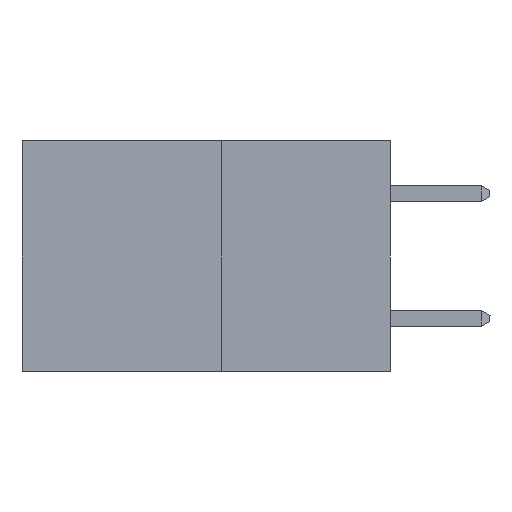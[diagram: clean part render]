
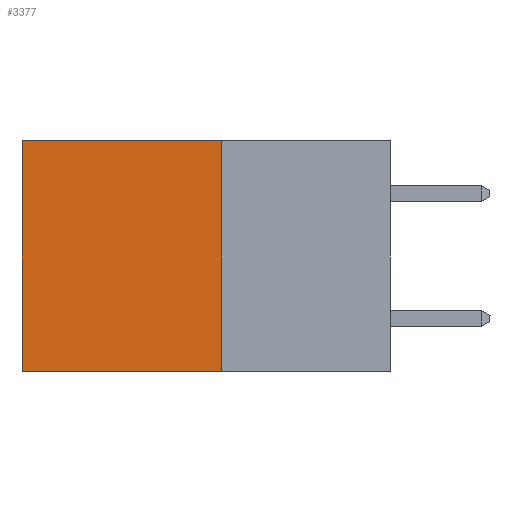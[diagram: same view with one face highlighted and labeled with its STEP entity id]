
A CAD part, left-side view. The second image highlights one B-rep face of the part: STEP entity #3377.
In plain terms, the highlighted planar face has unit normal (-1, 0, 0).
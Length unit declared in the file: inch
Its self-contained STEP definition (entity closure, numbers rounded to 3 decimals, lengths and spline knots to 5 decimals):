
#96 = AXIS2_PLACEMENT_3D ( 'NONE', #12879, #12567, #28551 ) ;
#1767 = DIRECTION ( 'NONE',  ( 0., 1., 0. ) ) ;
#2376 = CARTESIAN_POINT ( 'NONE',  ( 0.277, 0.27, -0.37 ) ) ;
#3236 = CARTESIAN_POINT ( 'NONE',  ( 0.277, 0.59, -0.37 ) ) ;
#3377 = ADVANCED_FACE ( 'NONE', ( #23948 ), #22442, .F. ) ;
#3773 = LINE ( 'NONE', #18152, #16061 ) ;
#4213 = VERTEX_POINT ( 'NONE', #13444 ) ;
#6972 = EDGE_CURVE ( 'NONE', #14817, #17734, #17906, .T. ) ;
#9574 = LINE ( 'NONE', #2376, #16064 ) ;
#10694 = ORIENTED_EDGE ( 'NONE', *, *, #21216, .F. ) ;
#11848 = ORIENTED_EDGE ( 'NONE', *, *, #6972, .T. ) ;
#12567 = DIRECTION ( 'NONE',  ( 1., 0., 0. ) ) ;
#12879 = CARTESIAN_POINT ( 'NONE',  ( 0.277, 0.27, -0.37 ) ) ;
#13444 = CARTESIAN_POINT ( 'NONE',  ( 0.277, 0.27, 0. ) ) ;
#14817 = VERTEX_POINT ( 'NONE', #29595 ) ;
#16061 = VECTOR ( 'NONE', #29789, 39.37008 ) ;
#16064 = VECTOR ( 'NONE', #28701, 39.37008 ) ;
#16987 = EDGE_CURVE ( 'NONE', #4213, #25479, #3773, .T. ) ;
#17170 = EDGE_CURVE ( 'NONE', #4213, #14817, #23317, .T. ) ;
#17734 = VERTEX_POINT ( 'NONE', #29110 ) ;
#17906 = LINE ( 'NONE', #3236, #26281 ) ;
#17932 = VECTOR ( 'NONE', #1767, 39.37008 ) ;
#18152 = CARTESIAN_POINT ( 'NONE',  ( 0.277, 0.27, -0.37 ) ) ;
#18761 = DIRECTION ( 'NONE',  ( 0., 0., -1. ) ) ;
#18844 = CARTESIAN_POINT ( 'NONE',  ( 0.277, 0.27, 0. ) ) ;
#21216 = EDGE_CURVE ( 'NONE', #25479, #17734, #9574, .T. ) ;
#21276 = ORIENTED_EDGE ( 'NONE', *, *, #17170, .T. ) ;
#22442 = PLANE ( 'NONE',  #96 ) ;
#23317 = LINE ( 'NONE', #18844, #17932 ) ;
#23948 = FACE_OUTER_BOUND ( 'NONE', #23959, .T. ) ;
#23959 = EDGE_LOOP ( 'NONE', ( #11848, #10694, #30893, #21276 ) ) ;
#25479 = VERTEX_POINT ( 'NONE', #28261 ) ;
#26281 = VECTOR ( 'NONE', #18761, 39.37008 ) ;
#28261 = CARTESIAN_POINT ( 'NONE',  ( 0.277, 0.27, -0.37 ) ) ;
#28551 = DIRECTION ( 'NONE',  ( 0., 0., -1. ) ) ;
#28701 = DIRECTION ( 'NONE',  ( 0., 1., 0. ) ) ;
#29110 = CARTESIAN_POINT ( 'NONE',  ( 0.277, 0.59, -0.37 ) ) ;
#29595 = CARTESIAN_POINT ( 'NONE',  ( 0.277, 0.59, 0. ) ) ;
#29789 = DIRECTION ( 'NONE',  ( 0., 0., -1. ) ) ;
#30893 = ORIENTED_EDGE ( 'NONE', *, *, #16987, .F. ) ;
